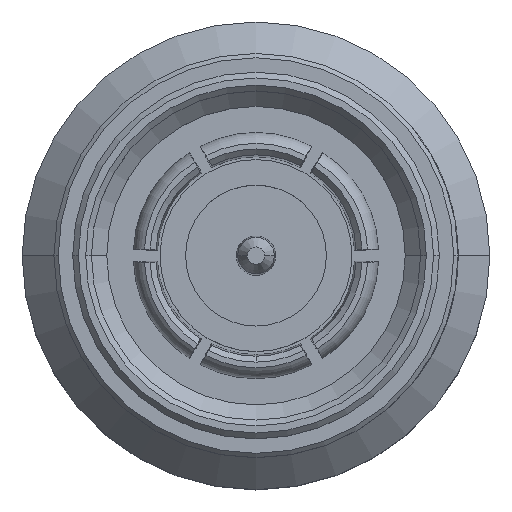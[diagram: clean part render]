
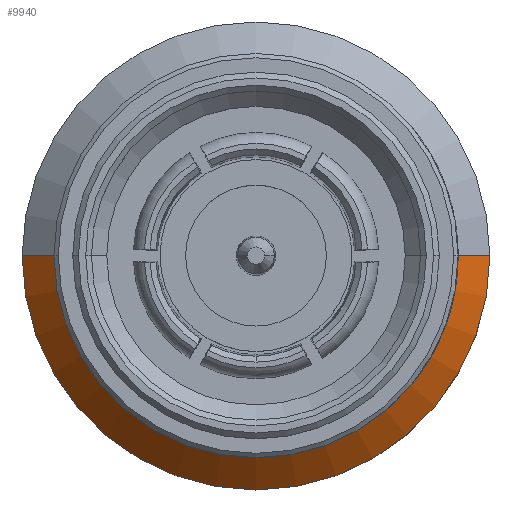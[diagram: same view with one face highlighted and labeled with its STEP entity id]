
A CAD part, top view. The second image highlights one B-rep face of the part: STEP entity #9940.
In plain terms, the highlighted conical face has half-angle 45 degrees and reference radius 8.1 mm.
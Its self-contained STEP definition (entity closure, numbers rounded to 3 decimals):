
#85 = VERTEX_POINT ( 'NONE', #17219 ) ;
#235 = ORIENTED_EDGE ( 'NONE', *, *, #2647, .F. ) ;
#648 = DIRECTION ( 'NONE',  ( 0., 0., -1. ) ) ;
#770 = AXIS2_PLACEMENT_3D ( 'NONE', #12456, #648, #3678 ) ;
#1134 = ORIENTED_EDGE ( 'NONE', *, *, #6210, .T. ) ;
#1498 = AXIS2_PLACEMENT_3D ( 'NONE', #8149, #11152, #6598 ) ;
#2647 = EDGE_CURVE ( 'NONE', #85, #14294, #12155, .T. ) ;
#3612 = VECTOR ( 'NONE', #6856, 1000. ) ;
#3678 = DIRECTION ( 'NONE',  ( -1., 0., 0. ) ) ;
#4014 = CARTESIAN_POINT ( 'NONE',  ( 0., 0., -4.15 ) ) ;
#4148 = LINE ( 'NONE', #4207, #6537 ) ;
#4158 = FACE_OUTER_BOUND ( 'NONE', #6522, .T. ) ;
#4207 = CARTESIAN_POINT ( 'NONE',  ( -8.1, 0., -5.9 ) ) ;
#4436 = VERTEX_POINT ( 'NONE', #10436 ) ;
#4929 = AXIS2_PLACEMENT_3D ( 'NONE', #4014, #15812, #8350 ) ;
#5765 = EDGE_CURVE ( 'NONE', #7458, #85, #15007, .T. ) ;
#6210 = EDGE_CURVE ( 'NONE', #4436, #14294, #8126, .T. ) ;
#6522 = EDGE_LOOP ( 'NONE', ( #235, #13261, #17076, #1134 ) ) ;
#6537 = VECTOR ( 'NONE', #13420, 1000. ) ;
#6598 = DIRECTION ( 'NONE',  ( 1., 0., 0. ) ) ;
#6856 = DIRECTION ( 'NONE',  ( 0.707, 0., -0.707 ) ) ;
#7154 = CARTESIAN_POINT ( 'NONE',  ( 8.1, 0., -5.9 ) ) ;
#7458 = VERTEX_POINT ( 'NONE', #13457 ) ;
#7943 = CONICAL_SURFACE ( 'NONE', #770, 8.1, 0.785 ) ;
#8126 = CIRCLE ( 'NONE', #1498, 8.1 ) ;
#8149 = CARTESIAN_POINT ( 'NONE',  ( 0., 0., -5.9 ) ) ;
#8350 = DIRECTION ( 'NONE',  ( 1., 0., 0. ) ) ;
#9940 = ADVANCED_FACE ( 'NONE', ( #4158 ), #7943, .T. ) ;
#10436 = CARTESIAN_POINT ( 'NONE',  ( -8.1, 0., -5.9 ) ) ;
#11152 = DIRECTION ( 'NONE',  ( 0., 0., 1. ) ) ;
#12155 = LINE ( 'NONE', #14128, #3612 ) ;
#12456 = CARTESIAN_POINT ( 'NONE',  ( 0., 0., -5.9 ) ) ;
#13261 = ORIENTED_EDGE ( 'NONE', *, *, #5765, .F. ) ;
#13420 = DIRECTION ( 'NONE',  ( -0.707, 0., -0.707 ) ) ;
#13457 = CARTESIAN_POINT ( 'NONE',  ( -6.35, 0., -4.15 ) ) ;
#14128 = CARTESIAN_POINT ( 'NONE',  ( 8.1, 0., -5.9 ) ) ;
#14294 = VERTEX_POINT ( 'NONE', #7154 ) ;
#14754 = EDGE_CURVE ( 'NONE', #7458, #4436, #4148, .T. ) ;
#15007 = CIRCLE ( 'NONE', #4929, 6.35 ) ;
#15812 = DIRECTION ( 'NONE',  ( 0., 0., 1. ) ) ;
#17076 = ORIENTED_EDGE ( 'NONE', *, *, #14754, .T. ) ;
#17219 = CARTESIAN_POINT ( 'NONE',  ( 6.35, 0., -4.15 ) ) ;
